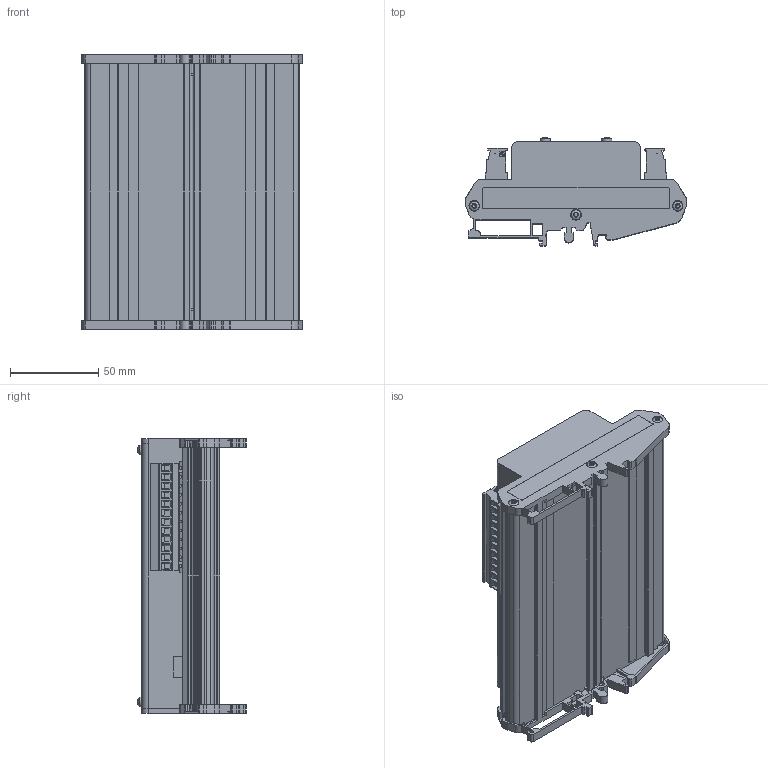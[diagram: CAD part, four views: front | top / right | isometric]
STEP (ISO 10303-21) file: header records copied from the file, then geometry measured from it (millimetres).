
FILE_DESCRIPTION(/* description */ (''),/* implementation_level */ '2;1');
FILE_NAME(/* name */ 'CIO308_20220510.stp',/* time_stamp */ '2022-05-10T15:36:37+02:00',/* author */ ('rsj'),/* organization */ (''),/* preprocessor_version */ 'ST-DEVELOPER v18.1',/* originating_system */ 'Autodesk Inventor 2022',/* authorisation */ '');
FILE_SCHEMA (('AUTOMOTIVE_DESIGN { 1 0 10303 214 3 1 1 }'));
Products named in the file (1): CIO308_20180601_Simplify_1
Bounding box: 125.41 x 61.32 x 156.44 mm (x, y, z)
Volume: 192062.2 mm3; surface area: 185470.7 mm2
Topology: 1 solids, 133 shells, 4592 faces, 11872 edges, 7751 vertices
Faces by surface type: plane 3394, cylinder 977, cone 111, sphere 90, bspline 10, torus 10
Full cylindrical faces by diameter (mm): 0.434 x3, 0.457 x3, 1.4 x31, 3 x16, 3.4 x6, 3.5 x4, 3.783 x31, 4 x31, 5.6 x10, 6 x6
Entity records: 145623 total; most frequent: CARTESIAN_POINT 26804, ORIENTED_EDGE 23724, DIRECTION 23371, EDGE_CURVE 11862, LINE 8975, VECTOR 8975, VERTEX_POINT 7751, AXIS2_PLACEMENT_3D 7198
